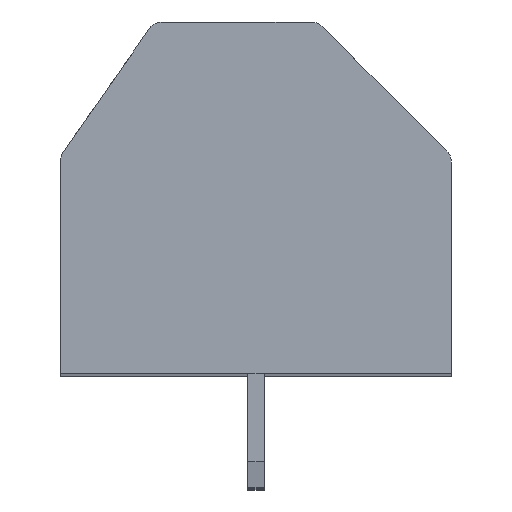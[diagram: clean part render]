
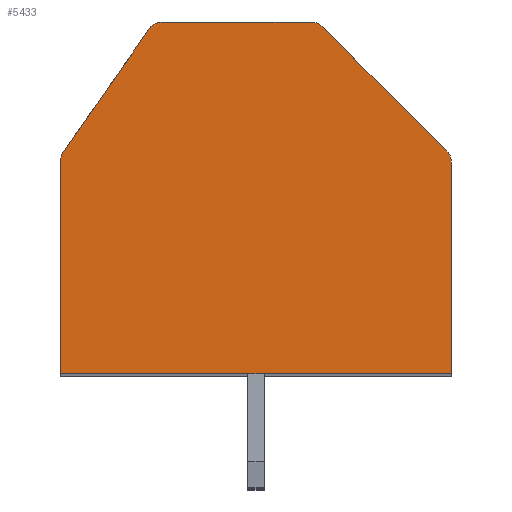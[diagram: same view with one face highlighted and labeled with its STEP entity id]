
A CAD part, top view. The second image highlights one B-rep face of the part: STEP entity #5433.
In plain terms, the highlighted planar face has unit normal (0, 0, 1).
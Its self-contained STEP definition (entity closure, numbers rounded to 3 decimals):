
#1717=CARTESIAN_POINT('',(1.693,4.899,3.));
#1718=DIRECTION('',(0.,0.,1.));
#1719=DIRECTION('',(0.707,0.707,0.));
#1720=AXIS2_PLACEMENT_3D('',#1717,#1718,#1719);
#1722=DIRECTION('',(-0.707,0.707,0.));
#1723=VECTOR('',#1722,5.383);
#1724=CARTESIAN_POINT('',(5.854,1.446,3.));
#1725=LINE('',#1724,#1723);
#1726=CARTESIAN_POINT('',(5.5,1.093,3.));
#1727=DIRECTION('',(0.,0.,1.));
#1728=DIRECTION('',(1.,0.,0.));
#1729=AXIS2_PLACEMENT_3D('',#1726,#1727,#1728);
#1731=DIRECTION('',(0.,1.,0.));
#1732=VECTOR('',#1731,6.493);
#1733=CARTESIAN_POINT('',(6.,-5.4,3.));
#1734=LINE('',#1733,#1732);
#1735=DIRECTION('',(1.,0.,0.));
#1736=VECTOR('',#1735,12.);
#1737=CARTESIAN_POINT('',(-6.,-5.4,3.));
#1738=LINE('',#1737,#1736);
#1739=DIRECTION('',(0.,-1.,0.));
#1740=VECTOR('',#1739,6.542);
#1741=CARTESIAN_POINT('',(-6.,1.142,3.));
#1742=LINE('',#1741,#1740);
#1743=CARTESIAN_POINT('',(-5.5,1.142,3.));
#1744=DIRECTION('',(0.,0.,1.));
#1745=DIRECTION('',(-0.819,0.574,0.));
#1746=AXIS2_PLACEMENT_3D('',#1743,#1744,#1745);
#1748=DIRECTION('',(-0.574,-0.819,0.));
#1749=VECTOR('',#1748,4.587);
#1750=CARTESIAN_POINT('',(-3.279,5.186,3.));
#1751=LINE('',#1750,#1749);
#1752=CARTESIAN_POINT('',(-2.869,4.899,3.));
#1753=DIRECTION('',(0.,0.,1.));
#1754=DIRECTION('',(0.,1.,0.));
#1755=AXIS2_PLACEMENT_3D('',#1752,#1753,#1754);
#1757=DIRECTION('',(-1.,0.,0.));
#1758=VECTOR('',#1757,4.563);
#1759=CARTESIAN_POINT('',(1.693,5.399,3.));
#1760=LINE('',#1759,#1758);
#2269=CARTESIAN_POINT('',(-6.,-5.4,3.));
#2270=CARTESIAN_POINT('',(6.,-5.4,3.));
#2271=VERTEX_POINT('',#2269);
#2272=VERTEX_POINT('',#2270);
#2581=CARTESIAN_POINT('',(2.047,5.253,3.));
#2582=VERTEX_POINT('',#2581);
#2583=CARTESIAN_POINT('',(1.693,5.399,3.));
#2584=VERTEX_POINT('',#2583);
#2589=CARTESIAN_POINT('',(6.,1.093,3.));
#2590=VERTEX_POINT('',#2589);
#2591=CARTESIAN_POINT('',(5.854,1.446,3.));
#2592=VERTEX_POINT('',#2591);
#2597=CARTESIAN_POINT('',(-2.869,5.399,3.));
#2598=VERTEX_POINT('',#2597);
#2599=CARTESIAN_POINT('',(-3.279,5.186,3.));
#2600=VERTEX_POINT('',#2599);
#2605=CARTESIAN_POINT('',(-5.91,1.429,3.));
#2606=VERTEX_POINT('',#2605);
#2607=CARTESIAN_POINT('',(-6.,1.142,3.));
#2608=VERTEX_POINT('',#2607);
#5416=CARTESIAN_POINT('',(0.,0.,3.));
#5417=DIRECTION('',(0.,0.,1.));
#5418=DIRECTION('',(1.,0.,0.));
#5419=AXIS2_PLACEMENT_3D('',#5416,#5417,#5418);
#5420=PLANE('',#5419);
#5421=ORIENTED_EDGE('',*,*,#3025,.F.);
#5422=ORIENTED_EDGE('',*,*,#3041,.F.);
#5423=ORIENTED_EDGE('',*,*,#4215,.F.);
#5424=ORIENTED_EDGE('',*,*,#4230,.F.);
#5425=ORIENTED_EDGE('',*,*,#4243,.F.);
#5426=ORIENTED_EDGE('',*,*,#4346,.F.);
#5427=ORIENTED_EDGE('',*,*,#4361,.F.);
#5428=ORIENTED_EDGE('',*,*,#4374,.F.);
#5429=ORIENTED_EDGE('',*,*,#5397,.F.);
#5430=ORIENTED_EDGE('',*,*,#5409,.F.);
#5431=EDGE_LOOP('',(#5421,#5422,#5423,#5424,#5425,#5426,#5427,#5428,#5429,
#5430));
#5432=FACE_OUTER_BOUND('',#5431,.F.);
#1721=CIRCLE('',#1720,0.5);
#1730=CIRCLE('',#1729,0.5);
#1747=CIRCLE('',#1746,0.5);
#1756=CIRCLE('',#1755,0.5);
#3025=EDGE_CURVE('',#2582,#2584,#1721,.T.);
#3041=EDGE_CURVE('',#2592,#2582,#1725,.T.);
#4215=EDGE_CURVE('',#2590,#2592,#1730,.T.);
#4230=EDGE_CURVE('',#2272,#2590,#1734,.T.);
#4243=EDGE_CURVE('',#2271,#2272,#1738,.T.);
#4346=EDGE_CURVE('',#2608,#2271,#1742,.T.);
#4361=EDGE_CURVE('',#2606,#2608,#1747,.T.);
#4374=EDGE_CURVE('',#2600,#2606,#1751,.T.);
#5397=EDGE_CURVE('',#2598,#2600,#1756,.T.);
#5409=EDGE_CURVE('',#2584,#2598,#1760,.T.);
#5433=ADVANCED_FACE('',(#5432),#5420,.T.);
